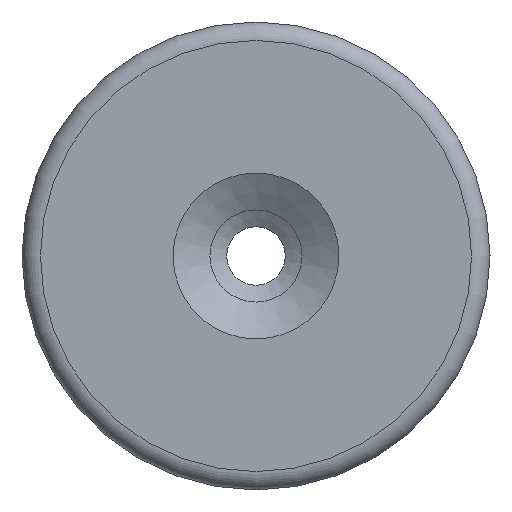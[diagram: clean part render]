
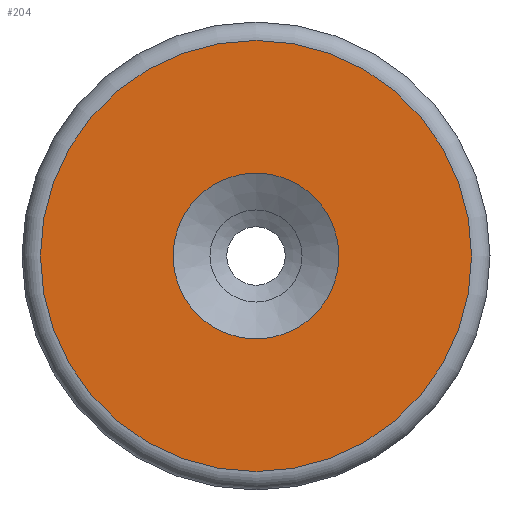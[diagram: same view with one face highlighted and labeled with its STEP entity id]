
A CAD part, left-side view. The second image highlights one B-rep face of the part: STEP entity #204.
In plain terms, the highlighted planar face has unit normal (-1, 0, 0).
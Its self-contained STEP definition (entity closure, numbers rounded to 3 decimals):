
#16=FACE_BOUND('',#50,.T.);
#18=PLANE('',#256);
#35=FACE_OUTER_BOUND('',#49,.T.);
#49=EDGE_LOOP('',(#175));
#50=EDGE_LOOP('',(#176));
#75=CIRCLE('',#240,4.5);
#81=CIRCLE('',#250,11.7);
#95=VERTEX_POINT('',#358);
#100=VERTEX_POINT('',#375);
#115=EDGE_CURVE('',#95,#95,#75,.T.);
#123=EDGE_CURVE('',#100,#100,#81,.T.);
#175=ORIENTED_EDGE('',*,*,#123,.F.);
#176=ORIENTED_EDGE('',*,*,#115,.T.);
#204=ADVANCED_FACE('',(#35,#16),#18,.T.);
#240=AXIS2_PLACEMENT_3D('',#359,#287,#288);
#250=AXIS2_PLACEMENT_3D('',#376,#309,#310);
#256=AXIS2_PLACEMENT_3D('',#386,#322,#323);
#287=DIRECTION('center_axis',(1.,0.,0.));
#288=DIRECTION('ref_axis',(0.,0.,1.));
#309=DIRECTION('center_axis',(1.,0.,0.));
#310=DIRECTION('ref_axis',(0.,-1.,0.));
#322=DIRECTION('center_axis',(-1.,0.,0.));
#323=DIRECTION('ref_axis',(0.,0.,1.));
#358=CARTESIAN_POINT('',(-160.,0.,-4.5));
#359=CARTESIAN_POINT('Origin',(-160.,0.,0.));
#375=CARTESIAN_POINT('',(-160.,0.,-11.7));
#376=CARTESIAN_POINT('Origin',(-160.,0.,0.));
#386=CARTESIAN_POINT('Origin',(-160.,0.,0.));
